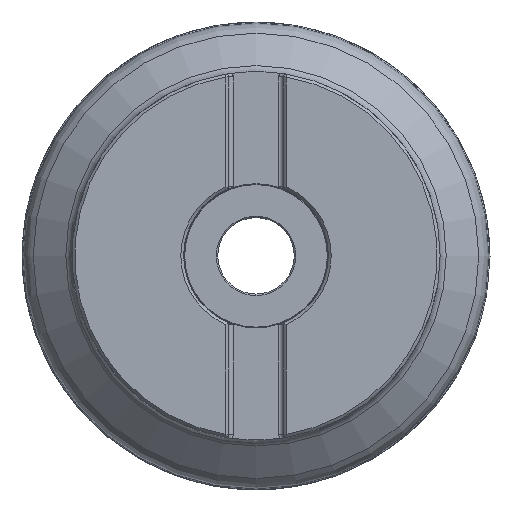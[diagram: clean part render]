
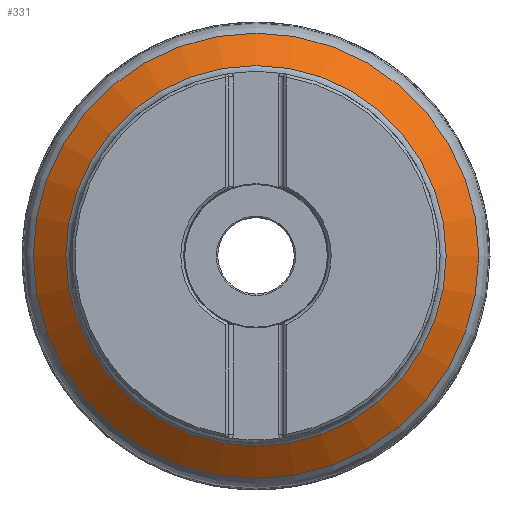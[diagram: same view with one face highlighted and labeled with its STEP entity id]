
A CAD part, top view. The second image highlights one B-rep face of the part: STEP entity #331.
In plain terms, the highlighted conical face has half-angle 50 degrees and reference radius 65 mm.
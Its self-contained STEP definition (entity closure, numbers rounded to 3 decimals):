
#110=CONICAL_SURFACE('',#1762,65.,50.);
#331=ADVANCED_FACE('',(#569,#570),#110,.T.);
#569=FACE_BOUND('',#662,.T.);
#570=FACE_BOUND('',#663,.T.);
#662=EDGE_LOOP('',(#816));
#663=EDGE_LOOP('',(#817));
#816=ORIENTED_EDGE('',*,*,#1259,.T.);
#817=ORIENTED_EDGE('',*,*,#1260,.T.);
#1138=VERTEX_POINT('',#2573);
#1139=VERTEX_POINT('',#2575);
#1259=EDGE_CURVE('',#1138,#1138,#1418,.T.);
#1260=EDGE_CURVE('',#1139,#1139,#1419,.T.);
#1418=CIRCLE('',#1760,78.628);
#1419=CIRCLE('',#1761,67.143);
#1760=AXIS2_PLACEMENT_3D('',#2572,#2043,#2044);
#1761=AXIS2_PLACEMENT_3D('',#2574,#2045,#2046);
#1762=AXIS2_PLACEMENT_3D('',#2576,#2047,#2048);
#2043=DIRECTION('',(0.,0.,1.));
#2044=DIRECTION('',(1.,0.,0.));
#2045=DIRECTION('',(0.,0.,-1.));
#2046=DIRECTION('',(-1.,0.,0.));
#2047=DIRECTION('',(0.,0.,-1.));
#2048=DIRECTION('',(-1.,0.,0.));
#2572=CARTESIAN_POINT('',(0.,0.,-29.435));
#2573=CARTESIAN_POINT('',(78.628,0.,-29.435));
#2574=CARTESIAN_POINT('',(0.,0.,-19.798));
#2575=CARTESIAN_POINT('',(-67.143,0.,-19.798));
#2576=CARTESIAN_POINT('',(0.,0.,-18.));
